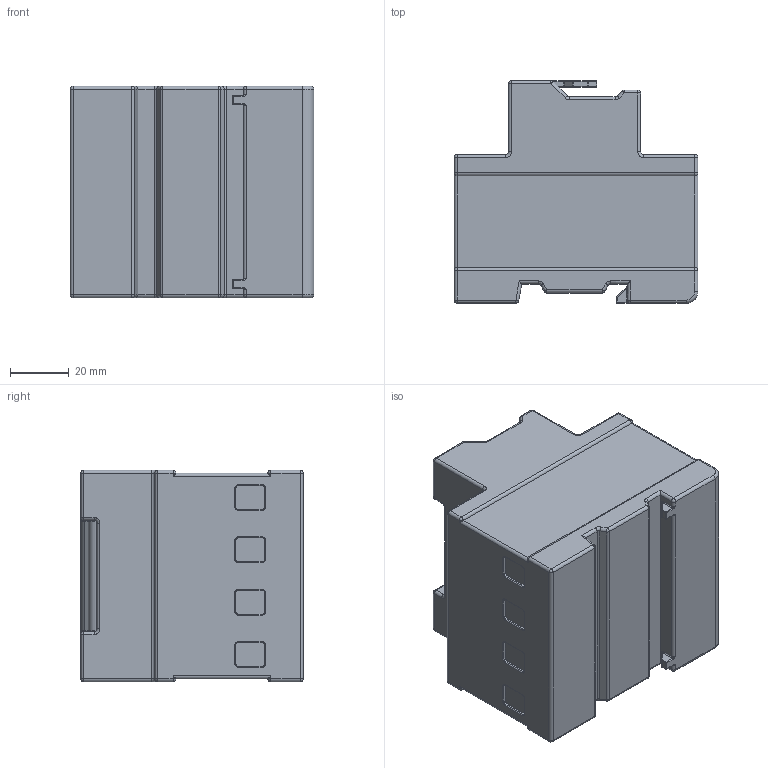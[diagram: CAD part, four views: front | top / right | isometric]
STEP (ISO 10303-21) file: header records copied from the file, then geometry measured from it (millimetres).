
FILE_DESCRIPTION (( 'STEP AP214' ), '1' );
FILE_NAME ('4235.STEP', '2019-10-08T12:16:13', ( 'jpechmann' ), ( '' ), 'SwSTEP 2.0', 'SolidWorks 2019', '' );
FILE_SCHEMA (( 'AUTOMOTIVE_DESIGN' ));
Length unit declared in the file: millimetre
Products named in the file (1): 4235
Bounding box: 83 x 75.7 x 72 mm (x, y, z)
Volume: 352803.2 mm3; surface area: 36283.5 mm2
Topology: 1 solids, 1 shells, 484 faces, 1114 edges, 590 vertices
Faces by surface type: cylinder 234, plane 102, torus 80, sphere 58, bspline 10
Entity records: 13320 total; most frequent: CARTESIAN_POINT 2545, DIRECTION 2500, ORIENTED_EDGE 2112, EDGE_CURVE 1056, AXIS2_PLACEMENT_3D 1009, VERTEX_POINT 590, CIRCLE 534, EDGE_LOOP 500
